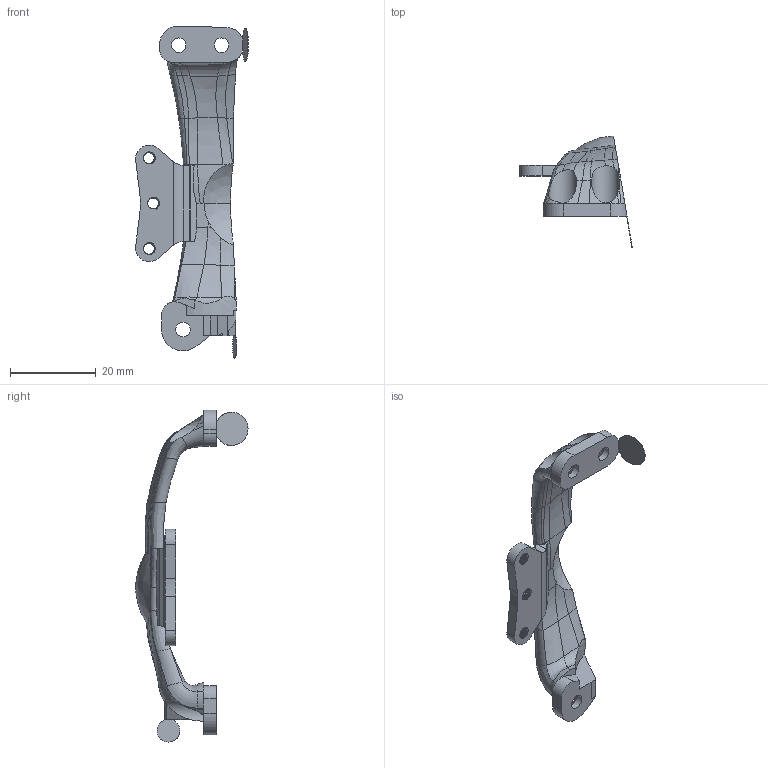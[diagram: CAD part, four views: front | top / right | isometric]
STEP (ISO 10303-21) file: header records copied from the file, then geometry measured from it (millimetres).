
FILE_DESCRIPTION(('FreeCAD Model'),'2;1');
FILE_NAME('Open CASCADE Shape Model','2023-04-22T16:10:24',(''),(''), 'Open CASCADE STEP processor 7.6','FreeCAD','Unknown');
FILE_SCHEMA(('AUTOMOTIVE_DESIGN { 1 0 10303 214 1 1 1 1 }'));
Products named in the file (1): Pad040005528
Bounding box: 26.38 x 26.23 x 77.65 mm (x, y, z)
Volume: 4587.1 mm3; surface area: 4087.5 mm2
Topology: 1 solids, 1 shells, 263 faces, 650 edges, 388 vertices
Faces by surface type: bspline 164, plane 47, cylinder 43, cone 6, sphere 3
Full cylindrical faces by diameter (mm): 2.52 x9, 3.4 x3, 6.5 x2
Entity records: 37849 total; most frequent: CARTESIAN_POINT 27315, ORIENTED_EDGE 1300, PCURVE 1300, DEFINITIONAL_REPRESENTATION 1300, B_SPLINE_CURVE_WITH_KNOTS 1156, DIRECTION 1050, EDGE_CURVE 650, SURFACE_CURVE 639
